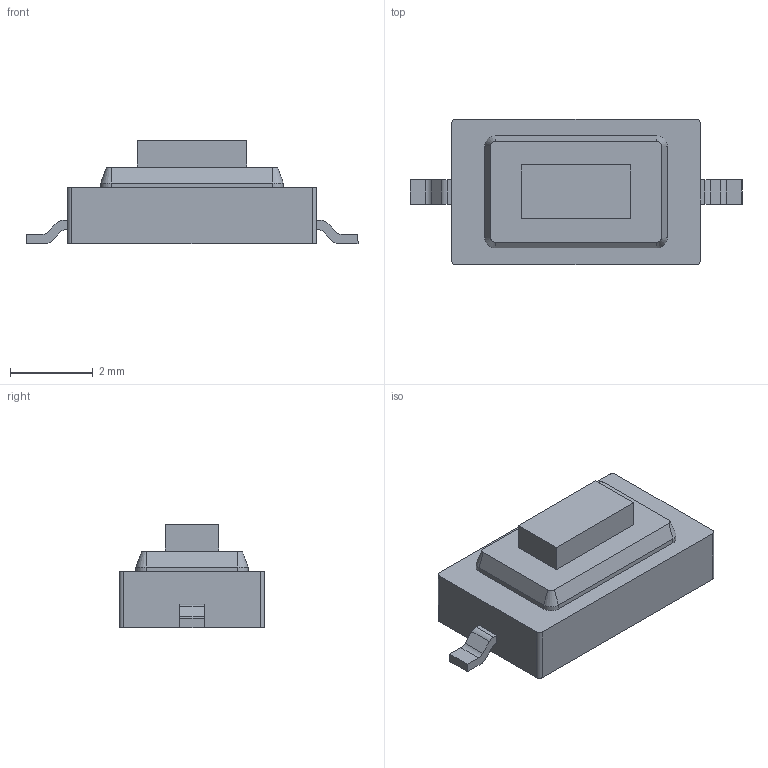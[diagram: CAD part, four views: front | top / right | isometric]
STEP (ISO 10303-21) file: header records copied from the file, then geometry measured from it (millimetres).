
FILE_DESCRIPTION (( 'STEP AP214' ), '1' );
FILE_NAME ('G73 button.STEP', '2021-09-14T14:27:44', ( '' ), ( '' ), 'SwSTEP 2.0', 'SolidWorks 2018', '' );
FILE_SCHEMA (( 'AUTOMOTIVE_DESIGN' ));
Length unit declared in the file: millimetre
Products named in the file (1): G73 button
Bounding box: 8 x 3.5 x 2.5 mm (x, y, z)
Volume: 36.4 mm3; surface area: 81.4 mm2
Topology: 1 solids, 1 shells, 58 faces, 148 edges, 96 vertices
Faces by surface type: plane 38, cylinder 16, cone 4
Entity records: 2416 total; most frequent: CARTESIAN_POINT 303, DIRECTION 302, ORIENTED_EDGE 296, EDGE_CURVE 148, LINE 112, VECTOR 112, VERTEX_POINT 96, AXIS2_PLACEMENT_3D 95
